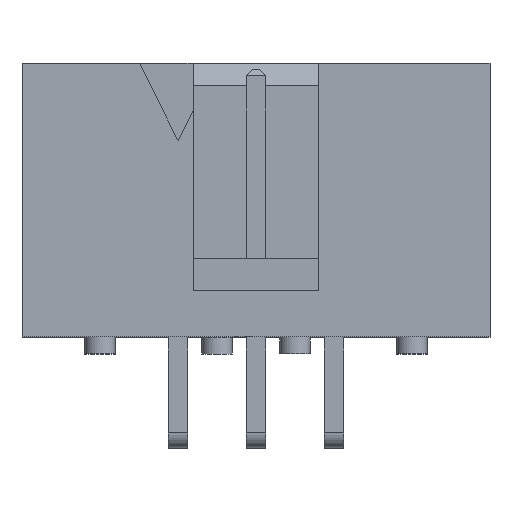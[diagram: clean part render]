
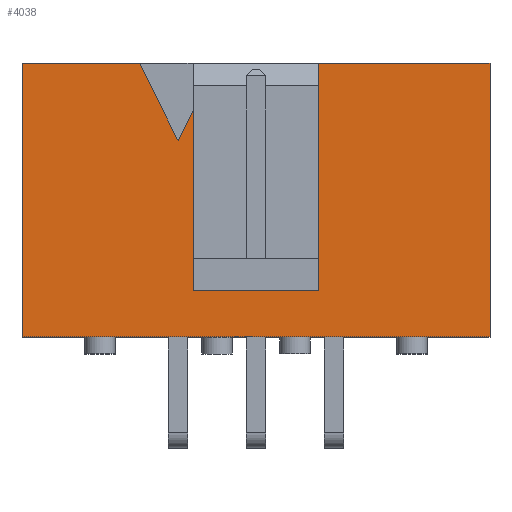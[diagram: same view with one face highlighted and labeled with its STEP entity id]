
A CAD part, top view. The second image highlights one B-rep face of the part: STEP entity #4038.
In plain terms, the highlighted planar face has unit normal (0, 0, 1).
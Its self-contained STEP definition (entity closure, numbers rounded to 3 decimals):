
#3688=CARTESIAN_POINT('',(-7.62,2.03,9.2));
#3689=VERTEX_POINT('',#3688);
#3696=CARTESIAN_POINT('',(-7.62,10.93,9.2));
#3697=VERTEX_POINT('',#3696);
#3698=CARTESIAN_POINT('',(-7.62,6.48,9.2));
#3699=DIRECTION('',(-0.0,-1.0,-0.0));
#3700=VECTOR('',#3699,1.0);
#3701=LINE('',#3698,#3700);
#3702=EDGE_CURVE('n� 97',#3697,#3689,#3701,.T.);
#3800=CARTESIAN_POINT('',(7.62,2.03,9.2));
#3801=VERTEX_POINT('',#3800);
#3808=CARTESIAN_POINT('',(0.0,2.03,9.2));
#3809=DIRECTION('',(1.0,0.0,-0.0));
#3810=VECTOR('',#3809,1.0);
#3811=LINE('',#3808,#3810);
#3812=EDGE_CURVE('n� 96',#3689,#3801,#3811,.T.);
#3828=CARTESIAN_POINT('',(7.62,10.93,9.2));
#3829=VERTEX_POINT('',#3828);
#3836=CARTESIAN_POINT('',(7.62,6.48,9.2));
#3837=DIRECTION('',(0.0,1.0,0.0));
#3838=VECTOR('',#3837,1.0);
#3839=LINE('',#3836,#3838);
#3840=EDGE_CURVE('n� 95',#3801,#3829,#3839,.T.);
#3850=CARTESIAN_POINT('',(2.05,10.93,9.2));
#3851=VERTEX_POINT('',#3850);
#3862=CARTESIAN_POINT('',(2.05,3.53,9.2));
#3863=VERTEX_POINT('',#3862);
#3870=CARTESIAN_POINT('',(2.05,6.48,9.2));
#3871=DIRECTION('',(-0.0,-1.0,-0.0));
#3872=VECTOR('',#3871,1.0);
#3873=LINE('',#3870,#3872);
#3874=EDGE_CURVE('n� 93',#3851,#3863,#3873,.T.);
#3885=CARTESIAN_POINT('',(-2.05,3.53,9.2));
#3886=VERTEX_POINT('',#3885);
#3893=CARTESIAN_POINT('',(0.0,3.53,9.2));
#3894=DIRECTION('',(-1.0,0.0,0.0));
#3895=VECTOR('',#3894,1.0);
#3896=LINE('',#3893,#3895);
#3897=EDGE_CURVE('n� 92',#3863,#3886,#3896,.T.);
#3924=CARTESIAN_POINT('',(-2.05,9.41,9.2));
#3925=VERTEX_POINT('',#3924);
#3932=CARTESIAN_POINT('',(-2.05,6.48,9.2));
#3933=DIRECTION('',(-0.0,1.0,0.0));
#3934=VECTOR('',#3933,1.0);
#3935=LINE('',#3932,#3934);
#3936=EDGE_CURVE('n� 91',#3886,#3925,#3935,.T.);
#3951=CARTESIAN_POINT('',(-3.79,10.93,9.2));
#3952=VERTEX_POINT('',#3951);
#3953=CARTESIAN_POINT('',(0.0,10.93,9.2));
#3954=DIRECTION('',(-1.0,0.0,0.0));
#3955=VECTOR('',#3954,1.0);
#3956=LINE('',#3953,#3955);
#3957=EDGE_CURVE('n� 98',#3952,#3697,#3956,.T.);
#3980=CARTESIAN_POINT('',(0.0,10.93,9.2));
#3981=DIRECTION('',(-1.0,0.0,-0.0));
#3982=VECTOR('',#3981,1.0);
#3983=LINE('',#3980,#3982);
#3984=EDGE_CURVE('n� 94',#3829,#3851,#3983,.T.);
#4009=ORIENTED_EDGE('',*,*,#3897,.T.);
#4010=ORIENTED_EDGE('',*,*,#3936,.T.);
#4011=CARTESIAN_POINT('',(-2.54,8.43,9.2));
#4012=VERTEX_POINT('',#4011);
#4013=CARTESIAN_POINT('',(-1.915,9.68,9.2));
#4014=DIRECTION('',(0.447,0.894,0.0));
#4015=VECTOR('',#4014,1.0);
#4016=LINE('',#4013,#4015);
#4017=EDGE_CURVE('n� 71',#4012,#3925,#4016,.T.);
#4018=ORIENTED_EDGE('',*,*,#4017,.F.);
#4019=CARTESIAN_POINT('',(-3.165,9.68,9.2));
#4020=DIRECTION('',(0.447,-0.894,-0.0));
#4021=VECTOR('',#4020,1.0);
#4022=LINE('',#4019,#4021);
#4023=EDGE_CURVE('n� 14',#3952,#4012,#4022,.T.);
#4024=ORIENTED_EDGE('',*,*,#4023,.F.);
#4025=ORIENTED_EDGE('',*,*,#3957,.T.);
#4026=ORIENTED_EDGE('',*,*,#3702,.T.);
#4027=ORIENTED_EDGE('',*,*,#3812,.T.);
#4028=ORIENTED_EDGE('',*,*,#3840,.T.);
#4029=ORIENTED_EDGE('',*,*,#3984,.T.);
#4030=ORIENTED_EDGE('',*,*,#3874,.T.);
#4031=EDGE_LOOP('',(#4009,#4010,#4018,#4024,#4025,#4026,#4027,#4028,#4029,#4030));
#4032=FACE_OUTER_BOUND('',#4031,.T.);
#4033=CARTESIAN_POINT('',(-7.62,2.03,9.2));
#4034=DIRECTION('',(0.0,-0.0,1.0));
#4035=DIRECTION('',(1.0,0.0,0.0));
#4036=AXIS2_PLACEMENT_3D('',#4033,#4034,#4035);
#4037=PLANE('',#4036);
#4038=ADVANCED_FACE('n� 88',(#4032),#4037,.T.);
